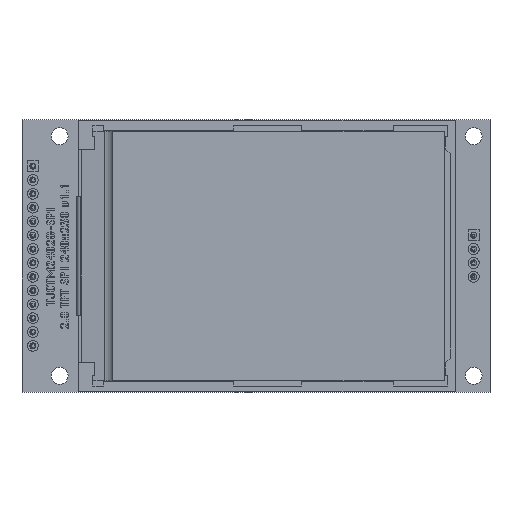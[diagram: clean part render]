
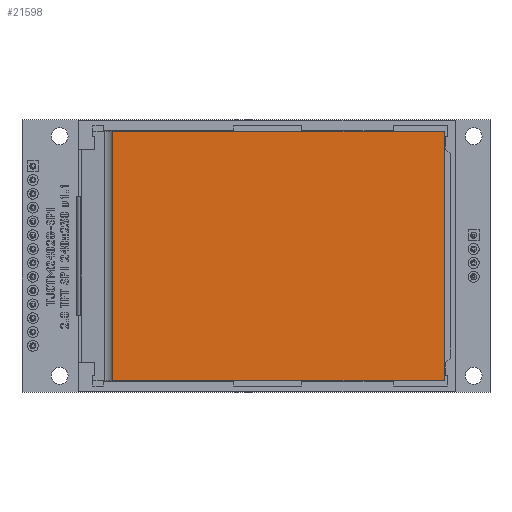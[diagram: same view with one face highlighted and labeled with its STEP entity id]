
A CAD part, top view. The second image highlights one B-rep face of the part: STEP entity #21598.
In plain terms, the highlighted planar face has unit normal (0, 0, 1).
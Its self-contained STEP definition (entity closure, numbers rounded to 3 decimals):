
#2156=FACE_OUTER_BOUND('',#3463,.T.);
#3463=EDGE_LOOP('',(#19245,#19246,#19247,#19248));
#6113=LINE('',#33806,#8840);
#6126=LINE('',#33832,#8853);
#6166=LINE('',#33910,#8893);
#6167=LINE('',#33912,#8894);
#8840=VECTOR('',#27947,45.8);
#8853=VECTOR('',#27964,61.);
#8893=VECTOR('',#28012,61.);
#8894=VECTOR('',#28015,45.8);
#10773=VERTEX_POINT('',#33800);
#10775=VERTEX_POINT('',#33804);
#10786=VERTEX_POINT('',#33831);
#10820=VERTEX_POINT('',#33908);
#13597=EDGE_CURVE('',#10775,#10773,#6113,.T.);
#13610=EDGE_CURVE('',#10773,#10786,#6126,.T.);
#13650=EDGE_CURVE('',#10820,#10775,#6166,.T.);
#13651=EDGE_CURVE('',#10786,#10820,#6167,.T.);
#19245=ORIENTED_EDGE('',*,*,#13610,.F.);
#19246=ORIENTED_EDGE('',*,*,#13597,.F.);
#19247=ORIENTED_EDGE('',*,*,#13650,.F.);
#19248=ORIENTED_EDGE('',*,*,#13651,.F.);
#20477=PLANE('',#22869);
#21598=ADVANCED_FACE('',(#2156),#20477,.T.);
#22869=AXIS2_PLACEMENT_3D('',#33913,#28016,#28017);
#27947=DIRECTION('',(0.,1.,0.));
#27964=DIRECTION('',(1.,0.,0.));
#28012=DIRECTION('',(-1.,0.,0.));
#28015=DIRECTION('',(0.,-1.,0.));
#28016=DIRECTION('center_axis',(0.,0.,1.));
#28017=DIRECTION('ref_axis',(1.,0.,0.));
#33800=CARTESIAN_POINT('',(-26.4,22.9,7.2));
#33804=CARTESIAN_POINT('',(-26.4,-22.9,7.2));
#33806=CARTESIAN_POINT('',(-26.4,-22.9,7.2));
#33831=CARTESIAN_POINT('',(34.6,22.9,7.2));
#33832=CARTESIAN_POINT('',(-26.4,22.9,7.2));
#33908=CARTESIAN_POINT('',(34.6,-22.9,7.2));
#33910=CARTESIAN_POINT('',(34.6,-22.9,7.2));
#33912=CARTESIAN_POINT('',(34.6,22.9,7.2));
#33913=CARTESIAN_POINT('Origin',(4.1,0.,7.2));
